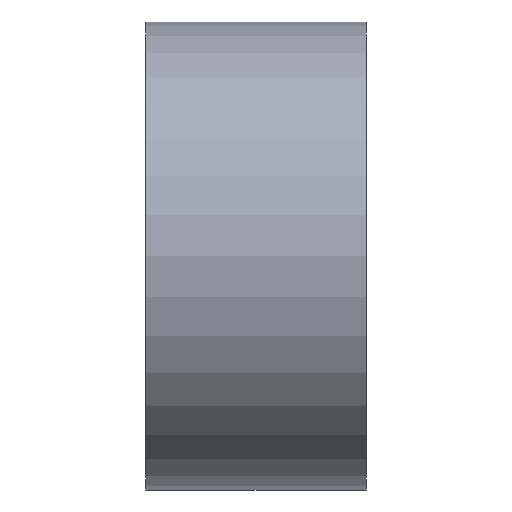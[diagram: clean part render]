
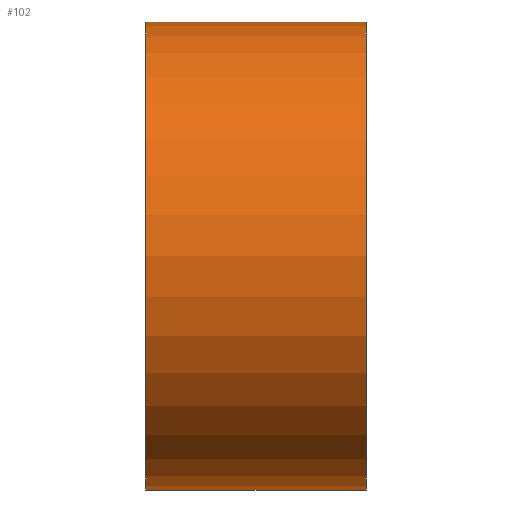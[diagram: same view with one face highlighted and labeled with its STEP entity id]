
A CAD part, left-side view. The second image highlights one B-rep face of the part: STEP entity #102.
In plain terms, the highlighted cylindrical face has radius 4.25 mm (diameter 8.5 mm), a partial arc.
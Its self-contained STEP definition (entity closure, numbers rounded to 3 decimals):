
#2 = AXIS2_PLACEMENT_3D ( 'NONE', #41, #28, #183 ) ;
#3 = ORIENTED_EDGE ( 'NONE', *, *, #161, .F. ) ;
#4 = CARTESIAN_POINT ( 'NONE',  ( 0., 4., -4.25 ) ) ;
#5 = EDGE_LOOP ( 'NONE', ( #3, #144, #155, #13 ) ) ;
#7 = EDGE_CURVE ( 'NONE', #158, #198, #179, .T. ) ;
#12 = AXIS2_PLACEMENT_3D ( 'NONE', #132, #70, #27 ) ;
#13 = ORIENTED_EDGE ( 'NONE', *, *, #7, .T. ) ;
#27 = DIRECTION ( 'NONE',  ( 0., 0., 1. ) ) ;
#28 = DIRECTION ( 'NONE',  ( 0., 1., 0. ) ) ;
#37 = DIRECTION ( 'NONE',  ( 0., -1., 0. ) ) ;
#41 = CARTESIAN_POINT ( 'NONE',  ( 0., 0., 0. ) ) ;
#46 = CARTESIAN_POINT ( 'NONE',  ( 0., 0., 4.25 ) ) ;
#49 = CARTESIAN_POINT ( 'NONE',  ( 0., 4., 4.25 ) ) ;
#64 = DIRECTION ( 'NONE',  ( 0., -1., 0. ) ) ;
#67 = DIRECTION ( 'NONE',  ( 0., 0., -1. ) ) ;
#70 = DIRECTION ( 'NONE',  ( 0., 1., 0. ) ) ;
#84 = CYLINDRICAL_SURFACE ( 'NONE', #115, 4.25 ) ;
#90 = VECTOR ( 'NONE', #188, 1000. ) ;
#102 = ADVANCED_FACE ( 'NONE', ( #182 ), #84, .T. ) ;
#103 = VECTOR ( 'NONE', #37, 1000. ) ;
#105 = CARTESIAN_POINT ( 'NONE',  ( 0., 4., -4.25 ) ) ;
#115 = AXIS2_PLACEMENT_3D ( 'NONE', #190, #64, #67 ) ;
#126 = EDGE_CURVE ( 'NONE', #199, #159, #143, .T. ) ;
#132 = CARTESIAN_POINT ( 'NONE',  ( 0., 4., 0. ) ) ;
#143 = CIRCLE ( 'NONE', #12, 4.25 ) ;
#144 = ORIENTED_EDGE ( 'NONE', *, *, #126, .F. ) ;
#147 = EDGE_CURVE ( 'NONE', #199, #158, #192, .T. ) ;
#155 = ORIENTED_EDGE ( 'NONE', *, *, #147, .T. ) ;
#158 = VERTEX_POINT ( 'NONE', #189 ) ;
#159 = VERTEX_POINT ( 'NONE', #49 ) ;
#161 = EDGE_CURVE ( 'NONE', #159, #198, #175, .T. ) ;
#166 = CARTESIAN_POINT ( 'NONE',  ( 0., 4., 4.25 ) ) ;
#175 = LINE ( 'NONE', #166, #103 ) ;
#179 = CIRCLE ( 'NONE', #2, 4.25 ) ;
#182 = FACE_OUTER_BOUND ( 'NONE', #5, .T. ) ;
#183 = DIRECTION ( 'NONE',  ( 0., 0., 1. ) ) ;
#188 = DIRECTION ( 'NONE',  ( 0., -1., 0. ) ) ;
#189 = CARTESIAN_POINT ( 'NONE',  ( 0., 0., -4.25 ) ) ;
#190 = CARTESIAN_POINT ( 'NONE',  ( 0., 4., 0. ) ) ;
#192 = LINE ( 'NONE', #4, #90 ) ;
#198 = VERTEX_POINT ( 'NONE', #46 ) ;
#199 = VERTEX_POINT ( 'NONE', #105 ) ;
